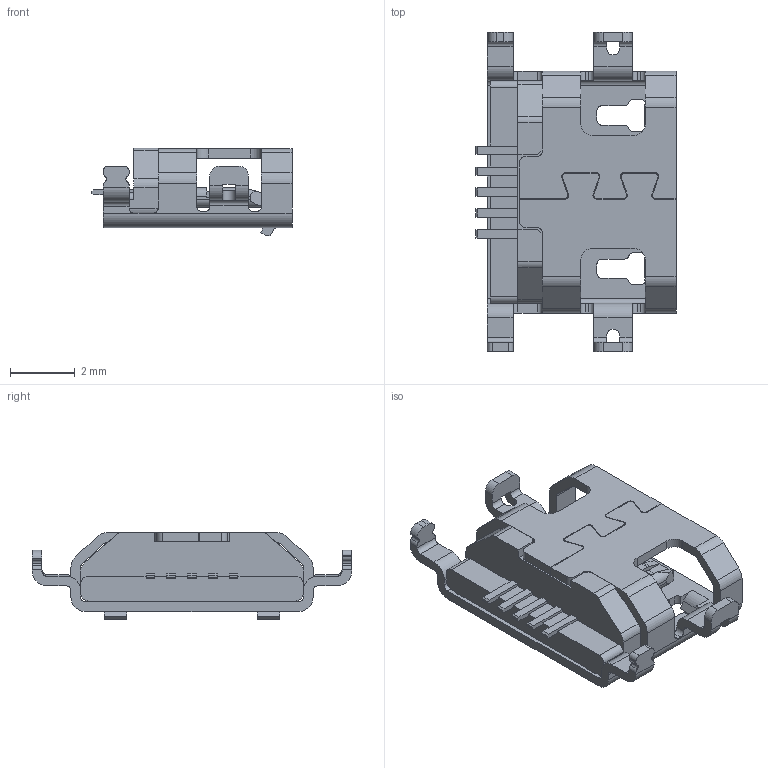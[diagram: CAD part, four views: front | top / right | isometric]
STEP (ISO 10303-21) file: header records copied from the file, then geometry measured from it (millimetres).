
FILE_DESCRIPTION(('CoCreate Modeling STEP Export'),'2;1');
FILE_NAME('010101010-263 沉板1.3 四脚插板无翻边(3.50).stp','2017-02-27T 9:27:19',(''),(''),'CoCreate Modeling STEP processor for AP214 (Solid Model)','CoCreate Modeling 16.00 13-May-2008 (C) Parametric Technology GmbH','');
FILE_SCHEMA(('AUTOMOTIVE_DESIGN { 1 0 10303 214 1 1 1 1 }'));
Length unit declared in the file: millimetre
Products named in the file (9): 4DIP10HOUSING; 1.stp; .stp.1; .stp; 沉板1.3_半成品.stp
Assembly tree (8 placements, depth 5):
  沉板1.3_半成品.stp
  .stp
      1.stp
    沉板1.3_半成品.stp
  .stp
  .stp.1
          1.stp
        1.stp
          4DIP10HOUSING
Bounding box: 6.2 x 9.9 x 2.71 mm (x, y, z)
Volume: 48.1 mm3; surface area: 277.5 mm2
Topology: 1 solids, 1 shells, 618 faces, 1795 edges, 1157 vertices
Faces by surface type: plane 403, cylinder 195, cone 16, torus 2, extrusion 2
Entity records: 20209 total; most frequent: CARTESIAN_POINT 3723, ORIENTED_EDGE 3586, DIRECTION 3251, EDGE_CURVE 1793, VECTOR 1301, LINE 1299, VERTEX_POINT 1157, AXIS2_PLACEMENT_3D 975
